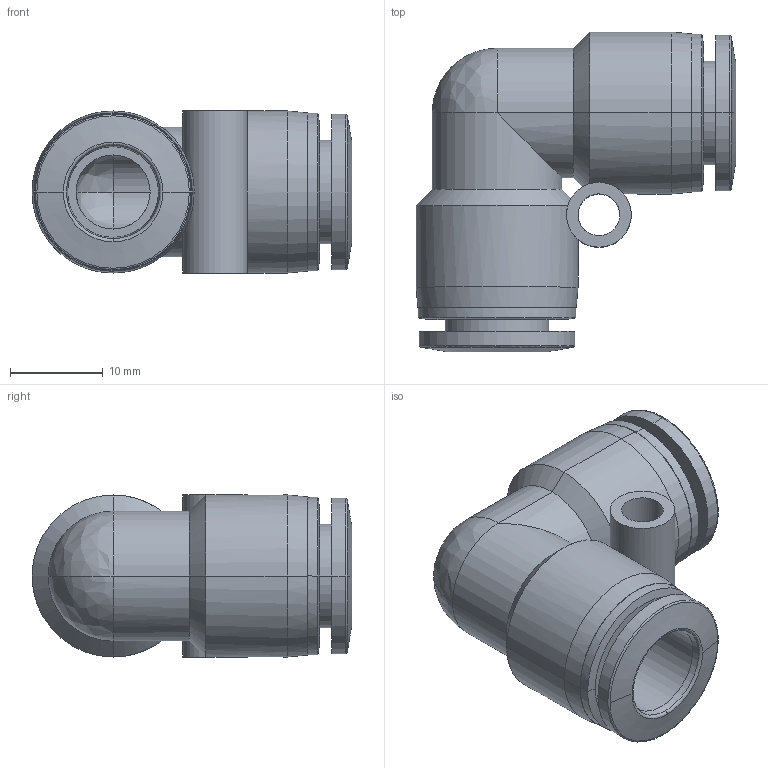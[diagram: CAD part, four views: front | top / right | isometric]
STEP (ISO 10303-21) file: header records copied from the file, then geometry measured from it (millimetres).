
FILE_DESCRIPTION (( 'STEP AP214' ), '1' );
FILE_NAME ('UL38.step', '2016-02-24T20:48:37', ( '' ), ( '' ), 'SwSTEP 2.0', 'SolidWorks 2015', '' );
FILE_SCHEMA (( 'AUTOMOTIVE_DESIGN' ));
Length unit declared in the file: inch
Products named in the file (1): UL38
Bounding box: 34.55 x 34.55 x 17.5 mm (x, y, z)
Volume: 6885.3 mm3; surface area: 5405.6 mm2
Topology: 1 solids, 1 shells, 74 faces, 174 edges, 103 vertices
Faces by surface type: cylinder 32, cone 20, bspline 12, plane 10
Entity records: 3615 total; most frequent: CARTESIAN_POINT 940, DIRECTION 371, ORIENTED_EDGE 340, EDGE_CURVE 170, AXIS2_PLACEMENT_3D 159, VERTEX_POINT 103, CIRCLE 96, EDGE_LOOP 85
